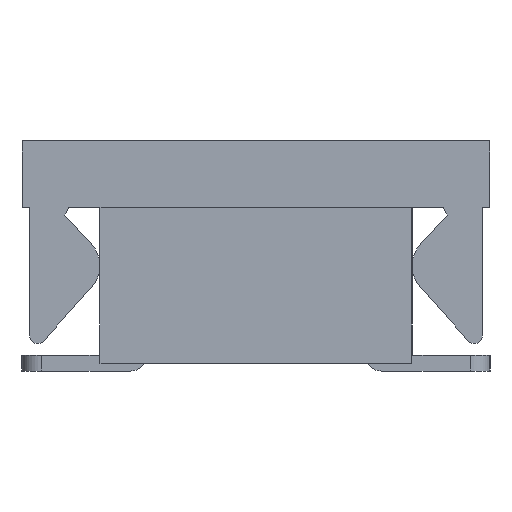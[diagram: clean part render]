
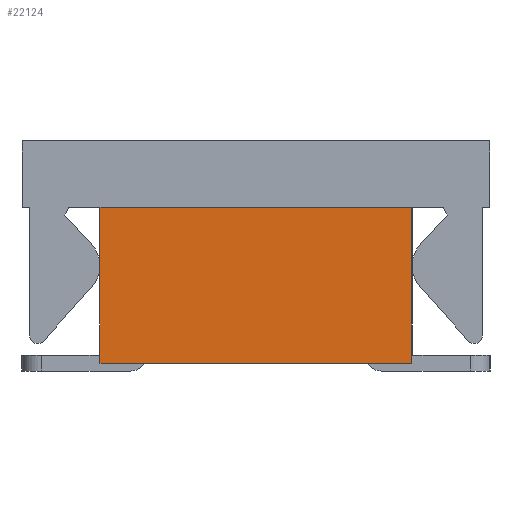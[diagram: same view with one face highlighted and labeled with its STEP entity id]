
A CAD part, front view. The second image highlights one B-rep face of the part: STEP entity #22124.
In plain terms, the highlighted face is planar.
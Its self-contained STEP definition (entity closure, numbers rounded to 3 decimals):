
#7920=ORIENTED_EDGE('',*,*,#11350,.T.);
#7921=ORIENTED_EDGE('',*,*,#11368,.F.);
#7922=ORIENTED_EDGE('',*,*,#11358,.F.);
#7923=ORIENTED_EDGE('',*,*,#11369,.T.);
#11350=EDGE_CURVE('',#13423,#13422,#15596,.T.);
#11358=EDGE_CURVE('',#13428,#13429,#15604,.T.);
#11368=EDGE_CURVE('',#13429,#13422,#15614,.T.);
#11369=EDGE_CURVE('',#13428,#13423,#15615,.T.);
#13422=VERTEX_POINT('',#38053);
#13423=VERTEX_POINT('',#38055);
#13428=VERTEX_POINT('',#38068);
#13429=VERTEX_POINT('',#38070);
#15596=LINE('',#38054,#17782);
#15604=LINE('',#38069,#17790);
#15614=LINE('',#38082,#17800);
#15615=LINE('',#38084,#17801);
#17782=VECTOR('',#30301,1000.);
#17790=VECTOR('',#30311,1000.);
#17800=VECTOR('',#30325,1000.);
#17801=VECTOR('',#30328,1000.);
#18994=EDGE_LOOP('',(#7920,#7921,#7922,#7923));
#20220=FACE_BOUND('',#18994,.T.);
#20914=PLANE('',#24248);
#22124=ADVANCED_FACE('',(#20220),#20914,.F.);
#24248=AXIS2_PLACEMENT_3D('',#38083,#30326,#30327);
#30301=DIRECTION('',(0.,0.,-1.));
#30311=DIRECTION('',(0.,0.,-1.));
#30325=DIRECTION('',(0.,1.,0.));
#30326=DIRECTION('',(1.,0.,0.));
#30327=DIRECTION('',(0.,0.,-1.));
#30328=DIRECTION('',(0.,1.,0.));
#38053=CARTESIAN_POINT('',(-8.,2.,-1.));
#38054=CARTESIAN_POINT('',(-8.,2.,1.));
#38055=CARTESIAN_POINT('',(-8.,2.,1.));
#38068=CARTESIAN_POINT('',(-8.,-2.,1.));
#38069=CARTESIAN_POINT('',(-8.,-2.,1.));
#38070=CARTESIAN_POINT('',(-8.,-2.,-1.));
#38082=CARTESIAN_POINT('',(-8.,-2.,-1.));
#38083=CARTESIAN_POINT('',(-8.,-2.,1.));
#38084=CARTESIAN_POINT('',(-8.,-2.,1.));
